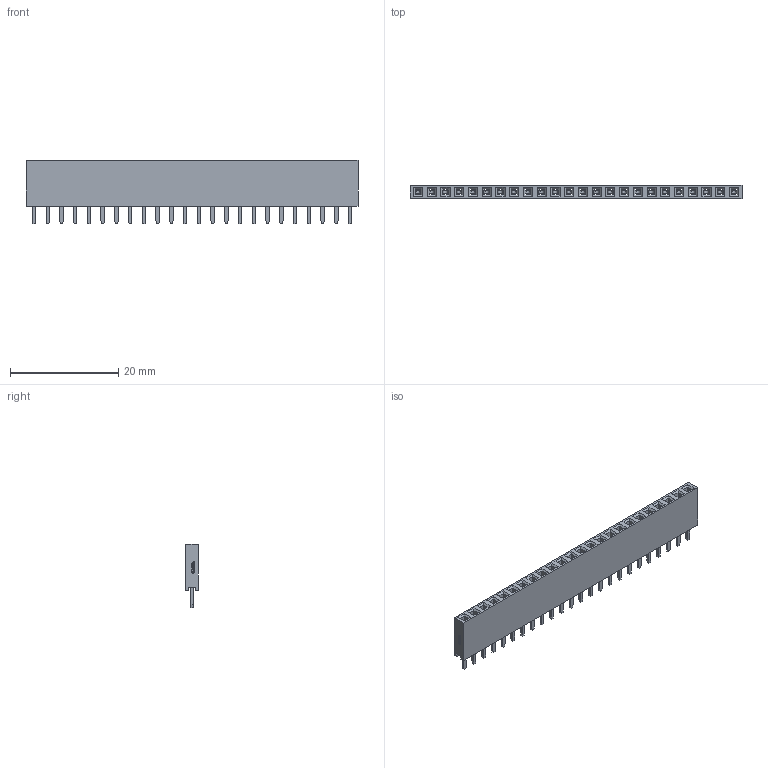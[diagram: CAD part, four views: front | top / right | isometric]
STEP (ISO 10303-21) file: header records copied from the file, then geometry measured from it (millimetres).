
FILE_DESCRIPTION (( 'STEP AP214' ), '1' );
FILE_NAME ('HDR-TH_24P-P2.54-V-F.step', '2022-07-02T11:54:57', ( '' ), ( '' ), 'SwSTEP 2.0', 'SolidWorks 2020', '' );
FILE_SCHEMA (( 'AUTOMOTIVE_DESIGN' ));
Length unit declared in the file: millimetre
Products named in the file (1): HDR-TH_24P-P2.54-V-F
Bounding box: 61.37 x 2.4 x 11.7 mm (x, y, z)
Volume: 1029.3 mm3; surface area: 2559.1 mm2
Topology: 1 solids, 1 shells, 821 faces, 2283 edges, 1490 vertices
Faces by surface type: plane 637, bspline 112, cylinder 72
Entity records: 35675 total; most frequent: CARTESIAN_POINT 6699, ORIENTED_EDGE 4566, DIRECTION 3619, EDGE_CURVE 2283, LINE 1911, VECTOR 1911, VERTEX_POINT 1490, EDGE_LOOP 943
